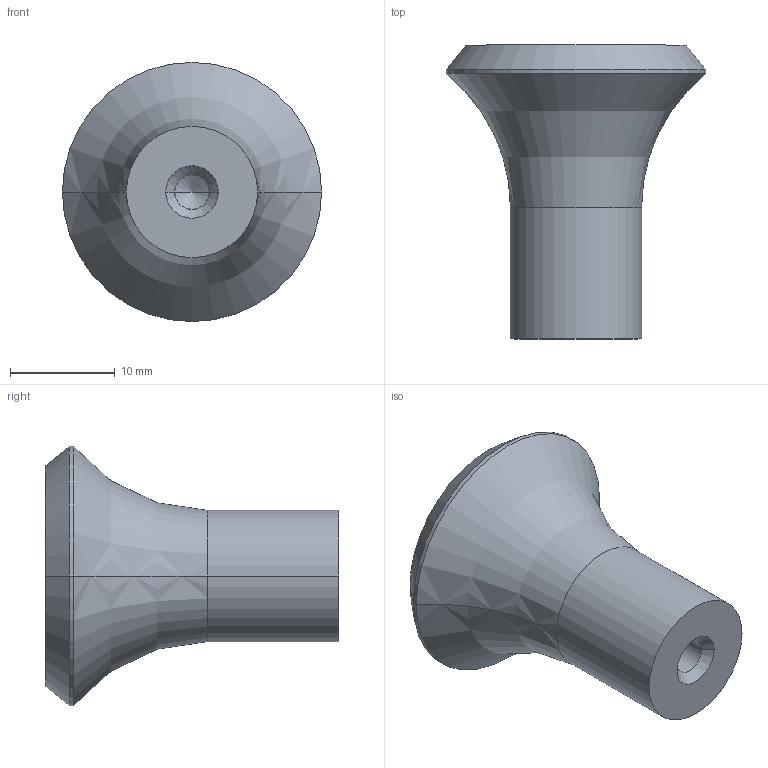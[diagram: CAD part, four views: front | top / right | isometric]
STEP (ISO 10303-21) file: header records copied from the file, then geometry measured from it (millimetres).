
FILE_DESCRIPTION(('Creo Elements/Direct Modeling STEP Export'),'2;1');
FILE_NAME('2419-25.stp','2022-01-26T11:31:29',(''),(''),'Creo Elements/Direct Modeling STEP processor for AP214 (Solid Model)','Creo Elements/Direct Modeling 20.0 12-Nov-2016 (C) Parametric Technology GmbH','');
FILE_SCHEMA(('AUTOMOTIVE_DESIGN { 1 0 10303 214 1 1 1 1 }'));
Length unit declared in the file: millimetre
Products named in the file (2): NI-10318
Assembly tree (1 placements, depth 2):
  NI-10318
    NI-10318
Bounding box: 24.7 x 28 x 24.7 mm (x, y, z)
Volume: 4760.1 mm3; surface area: 2107.3 mm2
Topology: 1 solids, 1 shells, 21 faces, 44 edges, 24 vertices
Faces by surface type: cylinder 8, cone 6, plane 3, sphere 2, torus 2
Entity records: 537 total; most frequent: DIRECTION 88, ORIENTED_EDGE 80, CARTESIAN_POINT 75, EDGE_CURVE 40, AXIS2_PLACEMENT_3D 37, VERTEX_POINT 24, EDGE_LOOP 24, FACE_OUTER_BOUND 21
